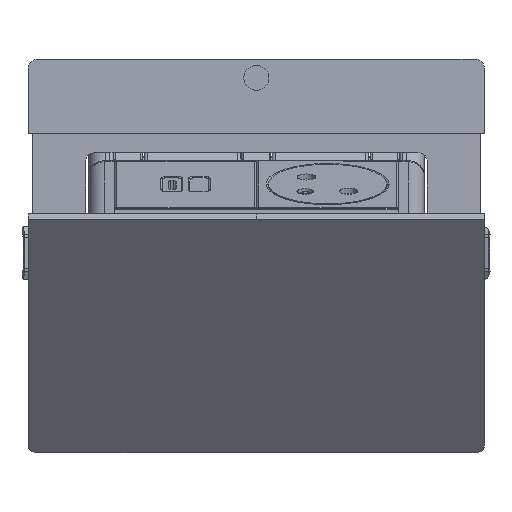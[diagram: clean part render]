
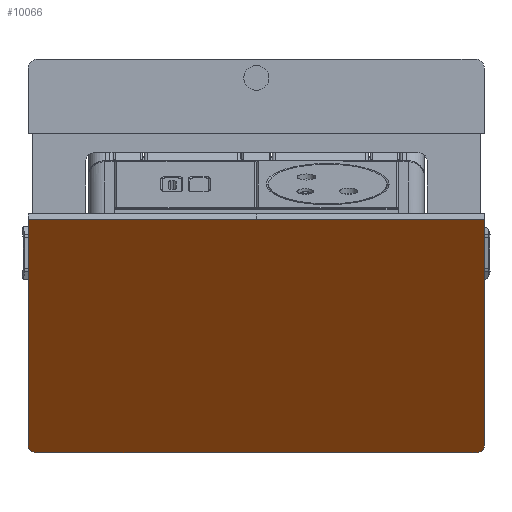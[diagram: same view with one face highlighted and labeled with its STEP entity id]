
A CAD part, top view. The second image highlights one B-rep face of the part: STEP entity #10066.
In plain terms, the highlighted planar face has unit normal (0, -0.669, 0.743).
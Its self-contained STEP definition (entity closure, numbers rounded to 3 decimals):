
#9998=AXIS2_PLACEMENT_3D('Plane Axis2P3D',#9995,#9996,#9997) ;
#10018=AXIS2_PLACEMENT_3D('Circle Axis2P3D',#10016,#10017,$) ;
#10039=AXIS2_PLACEMENT_3D('Circle Axis2P3D',#10037,#10038,$) ;
#9995=CARTESIAN_POINT('Axis2P3D Location',(0.,-17.38,45.026)) ;
#10000=CARTESIAN_POINT('Line Origine',(-36.375,10.488,70.118)) ;
#10004=CARTESIAN_POINT('Vertex',(0.,10.488,70.118)) ;
#10006=CARTESIAN_POINT('Vertex',(-72.75,10.488,70.118)) ;
#10009=CARTESIAN_POINT('Line Origine',(-72.75,-25.554,37.666)) ;
#10013=CARTESIAN_POINT('Vertex',(-72.75,-61.597,5.213)) ;
#10016=CARTESIAN_POINT('Axis2P3D Location',(-69.75,-61.597,5.213)) ;
#10020=CARTESIAN_POINT('Vertex',(-69.75,-63.826,3.205)) ;
#10023=CARTESIAN_POINT('Line Origine',(-34.875,-63.826,3.205)) ;
#10027=CARTESIAN_POINT('Vertex',(0.,-63.826,3.205)) ;
#10030=CARTESIAN_POINT('Line Origine',(34.875,-63.826,3.205)) ;
#10034=CARTESIAN_POINT('Vertex',(69.75,-63.826,3.205)) ;
#10037=CARTESIAN_POINT('Axis2P3D Location',(69.75,-61.597,5.213)) ;
#10041=CARTESIAN_POINT('Vertex',(72.75,-61.597,5.213)) ;
#10044=CARTESIAN_POINT('Line Origine',(72.75,-25.554,37.666)) ;
#10048=CARTESIAN_POINT('Vertex',(72.75,10.488,70.118)) ;
#10051=CARTESIAN_POINT('Line Origine',(36.375,10.488,70.118)) ;
#9996=DIRECTION('Axis2P3D Direction',(0.,-0.669,0.743)) ;
#9997=DIRECTION('Axis2P3D XDirection',(1.,0.,0.)) ;
#10001=DIRECTION('Vector Direction',(-1.,0.,0.)) ;
#10010=DIRECTION('Vector Direction',(0.,0.743,0.669)) ;
#10017=DIRECTION('Axis2P3D Direction',(0.,-0.669,0.743)) ;
#10024=DIRECTION('Vector Direction',(1.,0.,0.)) ;
#10031=DIRECTION('Vector Direction',(-1.,0.,0.)) ;
#10038=DIRECTION('Axis2P3D Direction',(0.,-0.669,0.743)) ;
#10045=DIRECTION('Vector Direction',(0.,0.743,0.669)) ;
#10052=DIRECTION('Vector Direction',(1.,0.,0.)) ;
#10002=VECTOR('Line Direction',#10001,1.) ;
#10011=VECTOR('Line Direction',#10010,1.) ;
#10025=VECTOR('Line Direction',#10024,1.) ;
#10032=VECTOR('Line Direction',#10031,1.) ;
#10046=VECTOR('Line Direction',#10045,1.) ;
#10053=VECTOR('Line Direction',#10052,1.) ;
#10057=ORIENTED_EDGE('',*,*,#10008,.T.) ;
#10058=ORIENTED_EDGE('',*,*,#10015,.T.) ;
#10059=ORIENTED_EDGE('',*,*,#10022,.T.) ;
#10060=ORIENTED_EDGE('',*,*,#10029,.T.) ;
#10061=ORIENTED_EDGE('',*,*,#10036,.T.) ;
#10062=ORIENTED_EDGE('',*,*,#10043,.T.) ;
#10063=ORIENTED_EDGE('',*,*,#10050,.T.) ;
#10064=ORIENTED_EDGE('',*,*,#10055,.T.) ;
#10066=ADVANCED_FACE('FRONT_COVER_4MOD\\Corps principal',(#10065),#9999,.T.) ;
#10019=CIRCLE('generated circle',#10018,3.) ;
#10040=CIRCLE('generated circle',#10039,3.) ;
#10008=EDGE_CURVE('',#10005,#10007,#10003,.T.) ;
#10015=EDGE_CURVE('',#10007,#10014,#10012,.F.) ;
#10022=EDGE_CURVE('',#10014,#10021,#10019,.T.) ;
#10029=EDGE_CURVE('',#10021,#10028,#10026,.T.) ;
#10036=EDGE_CURVE('',#10028,#10035,#10033,.F.) ;
#10043=EDGE_CURVE('',#10035,#10042,#10040,.T.) ;
#10050=EDGE_CURVE('',#10042,#10049,#10047,.T.) ;
#10055=EDGE_CURVE('',#10049,#10005,#10054,.F.) ;
#10056=EDGE_LOOP('',(#10057,#10058,#10059,#10060,#10061,#10062,#10063,#10064)) ;
#10065=FACE_OUTER_BOUND('',#10056,.T.) ;
#10003=LINE('Line',#10000,#10002) ;
#10012=LINE('Line',#10009,#10011) ;
#10026=LINE('Line',#10023,#10025) ;
#10033=LINE('Line',#10030,#10032) ;
#10047=LINE('Line',#10044,#10046) ;
#10054=LINE('Line',#10051,#10053) ;
#9999=PLANE('',#9998) ;
#10005=VERTEX_POINT('',#10004) ;
#10007=VERTEX_POINT('',#10006) ;
#10014=VERTEX_POINT('',#10013) ;
#10021=VERTEX_POINT('',#10020) ;
#10028=VERTEX_POINT('',#10027) ;
#10035=VERTEX_POINT('',#10034) ;
#10042=VERTEX_POINT('',#10041) ;
#10049=VERTEX_POINT('',#10048) ;
